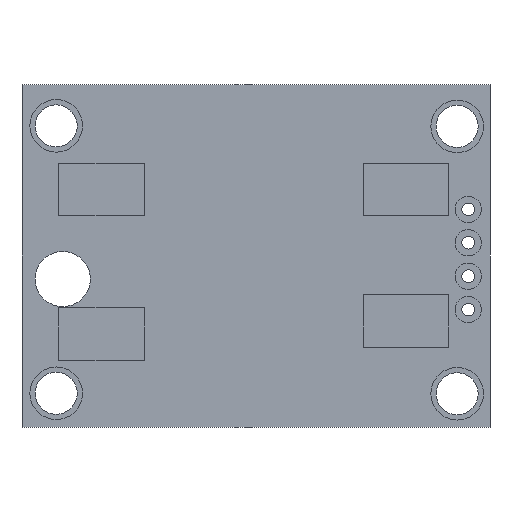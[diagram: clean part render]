
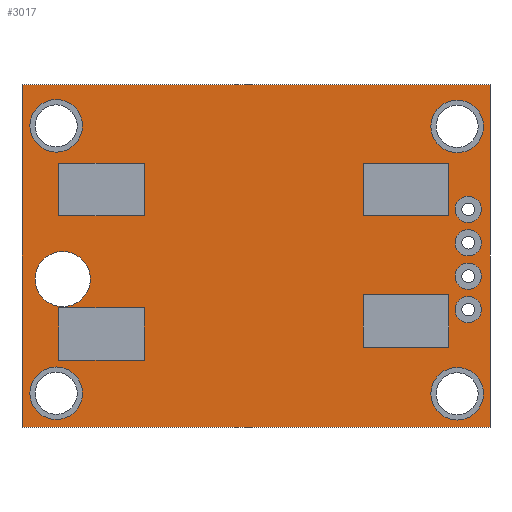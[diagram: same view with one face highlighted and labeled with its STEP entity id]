
A CAD part, front view. The second image highlights one B-rep face of the part: STEP entity #3017.
In plain terms, the highlighted planar face has unit normal (0, -1, 0).
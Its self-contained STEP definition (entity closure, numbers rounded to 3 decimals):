
#43=FACE_BOUND('',#495,.T.);
#44=FACE_BOUND('',#496,.T.);
#45=FACE_BOUND('',#497,.T.);
#46=FACE_BOUND('',#498,.T.);
#47=FACE_BOUND('',#499,.T.);
#48=FACE_BOUND('',#500,.T.);
#49=FACE_BOUND('',#501,.T.);
#50=FACE_BOUND('',#502,.T.);
#51=FACE_BOUND('',#503,.T.);
#52=FACE_BOUND('',#504,.T.);
#53=FACE_BOUND('',#505,.T.);
#54=FACE_BOUND('',#506,.T.);
#55=FACE_BOUND('',#507,.T.);
#76=PLANE('',#3284);
#286=FACE_OUTER_BOUND('',#494,.T.);
#494=EDGE_LOOP('',(#2304,#2305,#2306,#2307));
#495=EDGE_LOOP('',(#2308));
#496=EDGE_LOOP('',(#2309,#2310,#2311,#2312));
#497=EDGE_LOOP('',(#2313,#2314,#2315,#2316));
#498=EDGE_LOOP('',(#2317,#2318,#2319,#2320));
#499=EDGE_LOOP('',(#2321,#2322,#2323,#2324));
#500=EDGE_LOOP('',(#2325));
#501=EDGE_LOOP('',(#2326));
#502=EDGE_LOOP('',(#2327));
#503=EDGE_LOOP('',(#2328));
#504=EDGE_LOOP('',(#2329));
#505=EDGE_LOOP('',(#2330));
#506=EDGE_LOOP('',(#2331));
#507=EDGE_LOOP('',(#2332));
#769=LINE('',#4762,#1066);
#770=LINE('',#4764,#1067);
#771=LINE('',#4766,#1068);
#772=LINE('',#4767,#1069);
#773=LINE('',#4770,#1070);
#774=LINE('',#4772,#1071);
#775=LINE('',#4774,#1072);
#776=LINE('',#4775,#1073);
#777=LINE('',#4778,#1074);
#778=LINE('',#4780,#1075);
#779=LINE('',#4782,#1076);
#780=LINE('',#4783,#1077);
#781=LINE('',#4786,#1078);
#782=LINE('',#4788,#1079);
#783=LINE('',#4790,#1080);
#784=LINE('',#4791,#1081);
#785=LINE('',#4794,#1082);
#786=LINE('',#4796,#1083);
#787=LINE('',#4798,#1084);
#788=LINE('',#4799,#1085);
#1066=VECTOR('',#3795,1000.);
#1067=VECTOR('',#3796,1000.);
#1068=VECTOR('',#3797,1000.);
#1069=VECTOR('',#3798,1000.);
#1070=VECTOR('',#3799,1000.);
#1071=VECTOR('',#3800,1000.);
#1072=VECTOR('',#3801,1000.);
#1073=VECTOR('',#3802,1000.);
#1074=VECTOR('',#3803,1000.);
#1075=VECTOR('',#3804,1000.);
#1076=VECTOR('',#3805,1000.);
#1077=VECTOR('',#3806,1000.);
#1078=VECTOR('',#3807,1000.);
#1079=VECTOR('',#3808,1000.);
#1080=VECTOR('',#3809,1000.);
#1081=VECTOR('',#3810,1000.);
#1082=VECTOR('',#3811,1000.);
#1083=VECTOR('',#3812,1000.);
#1084=VECTOR('',#3813,1000.);
#1085=VECTOR('',#3814,1000.);
#1267=CIRCLE('',#3181,1.);
#1269=CIRCLE('',#3184,1.);
#1271=CIRCLE('',#3187,1.);
#1273=CIRCLE('',#3190,1.);
#1275=CIRCLE('',#3193,2.);
#1277=CIRCLE('',#3196,2.);
#1279=CIRCLE('',#3199,2.);
#1281=CIRCLE('',#3202,2.);
#1316=CIRCLE('',#3252,2.1);
#1390=VERTEX_POINT('',#4397);
#1392=VERTEX_POINT('',#4403);
#1394=VERTEX_POINT('',#4409);
#1396=VERTEX_POINT('',#4415);
#1398=VERTEX_POINT('',#4421);
#1400=VERTEX_POINT('',#4427);
#1402=VERTEX_POINT('',#4433);
#1404=VERTEX_POINT('',#4439);
#1436=VERTEX_POINT('',#4561);
#1525=VERTEX_POINT('',#4760);
#1526=VERTEX_POINT('',#4761);
#1527=VERTEX_POINT('',#4763);
#1528=VERTEX_POINT('',#4765);
#1529=VERTEX_POINT('',#4768);
#1530=VERTEX_POINT('',#4769);
#1531=VERTEX_POINT('',#4771);
#1532=VERTEX_POINT('',#4773);
#1533=VERTEX_POINT('',#4776);
#1534=VERTEX_POINT('',#4777);
#1535=VERTEX_POINT('',#4779);
#1536=VERTEX_POINT('',#4781);
#1537=VERTEX_POINT('',#4784);
#1538=VERTEX_POINT('',#4785);
#1539=VERTEX_POINT('',#4787);
#1540=VERTEX_POINT('',#4789);
#1541=VERTEX_POINT('',#4792);
#1542=VERTEX_POINT('',#4793);
#1543=VERTEX_POINT('',#4795);
#1544=VERTEX_POINT('',#4797);
#1667=EDGE_CURVE('',#1390,#1390,#1267,.T.);
#1670=EDGE_CURVE('',#1392,#1392,#1269,.T.);
#1673=EDGE_CURVE('',#1394,#1394,#1271,.T.);
#1676=EDGE_CURVE('',#1396,#1396,#1273,.T.);
#1679=EDGE_CURVE('',#1398,#1398,#1275,.T.);
#1682=EDGE_CURVE('',#1400,#1400,#1277,.T.);
#1685=EDGE_CURVE('',#1402,#1402,#1279,.T.);
#1688=EDGE_CURVE('',#1404,#1404,#1281,.T.);
#1736=EDGE_CURVE('',#1436,#1436,#1316,.T.);
#1833=EDGE_CURVE('',#1525,#1526,#769,.T.);
#1834=EDGE_CURVE('',#1527,#1525,#770,.T.);
#1835=EDGE_CURVE('',#1528,#1527,#771,.T.);
#1836=EDGE_CURVE('',#1526,#1528,#772,.T.);
#1837=EDGE_CURVE('',#1529,#1530,#773,.T.);
#1838=EDGE_CURVE('',#1531,#1529,#774,.T.);
#1839=EDGE_CURVE('',#1532,#1531,#775,.T.);
#1840=EDGE_CURVE('',#1530,#1532,#776,.T.);
#1841=EDGE_CURVE('',#1533,#1534,#777,.T.);
#1842=EDGE_CURVE('',#1535,#1533,#778,.T.);
#1843=EDGE_CURVE('',#1536,#1535,#779,.T.);
#1844=EDGE_CURVE('',#1534,#1536,#780,.T.);
#1845=EDGE_CURVE('',#1537,#1538,#781,.T.);
#1846=EDGE_CURVE('',#1539,#1537,#782,.T.);
#1847=EDGE_CURVE('',#1540,#1539,#783,.T.);
#1848=EDGE_CURVE('',#1538,#1540,#784,.T.);
#1849=EDGE_CURVE('',#1541,#1542,#785,.T.);
#1850=EDGE_CURVE('',#1543,#1541,#786,.T.);
#1851=EDGE_CURVE('',#1544,#1543,#787,.T.);
#1852=EDGE_CURVE('',#1542,#1544,#788,.T.);
#2304=ORIENTED_EDGE('',*,*,#1833,.F.);
#2305=ORIENTED_EDGE('',*,*,#1834,.F.);
#2306=ORIENTED_EDGE('',*,*,#1835,.F.);
#2307=ORIENTED_EDGE('',*,*,#1836,.F.);
#2308=ORIENTED_EDGE('',*,*,#1736,.T.);
#2309=ORIENTED_EDGE('',*,*,#1837,.F.);
#2310=ORIENTED_EDGE('',*,*,#1838,.F.);
#2311=ORIENTED_EDGE('',*,*,#1839,.F.);
#2312=ORIENTED_EDGE('',*,*,#1840,.F.);
#2313=ORIENTED_EDGE('',*,*,#1841,.F.);
#2314=ORIENTED_EDGE('',*,*,#1842,.F.);
#2315=ORIENTED_EDGE('',*,*,#1843,.F.);
#2316=ORIENTED_EDGE('',*,*,#1844,.F.);
#2317=ORIENTED_EDGE('',*,*,#1845,.F.);
#2318=ORIENTED_EDGE('',*,*,#1846,.F.);
#2319=ORIENTED_EDGE('',*,*,#1847,.F.);
#2320=ORIENTED_EDGE('',*,*,#1848,.F.);
#2321=ORIENTED_EDGE('',*,*,#1849,.F.);
#2322=ORIENTED_EDGE('',*,*,#1850,.F.);
#2323=ORIENTED_EDGE('',*,*,#1851,.F.);
#2324=ORIENTED_EDGE('',*,*,#1852,.F.);
#2325=ORIENTED_EDGE('',*,*,#1667,.F.);
#2326=ORIENTED_EDGE('',*,*,#1670,.F.);
#2327=ORIENTED_EDGE('',*,*,#1673,.F.);
#2328=ORIENTED_EDGE('',*,*,#1676,.F.);
#2329=ORIENTED_EDGE('',*,*,#1679,.F.);
#2330=ORIENTED_EDGE('',*,*,#1682,.F.);
#2331=ORIENTED_EDGE('',*,*,#1685,.F.);
#2332=ORIENTED_EDGE('',*,*,#1688,.F.);
#3017=ADVANCED_FACE('',(#286,#43,#44,#45,#46,#47,#48,#49,#50,#51,#52,#53,
#54,#55),#76,.T.);
#3181=AXIS2_PLACEMENT_3D('',#4399,#3491,#3492);
#3184=AXIS2_PLACEMENT_3D('',#4405,#3498,#3499);
#3187=AXIS2_PLACEMENT_3D('',#4411,#3505,#3506);
#3190=AXIS2_PLACEMENT_3D('',#4417,#3512,#3513);
#3193=AXIS2_PLACEMENT_3D('',#4423,#3519,#3520);
#3196=AXIS2_PLACEMENT_3D('',#4429,#3526,#3527);
#3199=AXIS2_PLACEMENT_3D('',#4435,#3533,#3534);
#3202=AXIS2_PLACEMENT_3D('',#4441,#3540,#3541);
#3252=AXIS2_PLACEMENT_3D('',#4563,#3653,#3654);
#3284=AXIS2_PLACEMENT_3D('',#4759,#3793,#3794);
#3491=DIRECTION('center_axis',(0.,-1.,0.));
#3492=DIRECTION('ref_axis',(0.,0.,-1.));
#3498=DIRECTION('center_axis',(0.,-1.,0.));
#3499=DIRECTION('ref_axis',(0.,0.,-1.));
#3505=DIRECTION('center_axis',(0.,-1.,0.));
#3506=DIRECTION('ref_axis',(0.,0.,-1.));
#3512=DIRECTION('center_axis',(0.,-1.,0.));
#3513=DIRECTION('ref_axis',(0.,0.,-1.));
#3519=DIRECTION('center_axis',(0.,-1.,0.));
#3520=DIRECTION('ref_axis',(0.,0.,-1.));
#3526=DIRECTION('center_axis',(0.,-1.,0.));
#3527=DIRECTION('ref_axis',(0.,0.,-1.));
#3533=DIRECTION('center_axis',(0.,-1.,0.));
#3534=DIRECTION('ref_axis',(0.,0.,-1.));
#3540=DIRECTION('center_axis',(0.,-1.,0.));
#3541=DIRECTION('ref_axis',(0.,0.,-1.));
#3653=DIRECTION('center_axis',(0.,1.,0.));
#3654=DIRECTION('ref_axis',(0.,0.,1.));
#3793=DIRECTION('center_axis',(0.,-1.,0.));
#3794=DIRECTION('ref_axis',(0.,0.,-1.));
#3795=DIRECTION('',(0.,0.,1.));
#3796=DIRECTION('',(-1.,0.,0.));
#3797=DIRECTION('',(0.,0.,-1.));
#3798=DIRECTION('',(1.,0.,0.));
#3799=DIRECTION('',(0.,0.,-1.));
#3800=DIRECTION('',(-1.,0.,0.));
#3801=DIRECTION('',(0.,0.,1.));
#3802=DIRECTION('',(1.,0.,0.));
#3803=DIRECTION('',(0.,0.,-1.));
#3804=DIRECTION('',(-1.,0.,0.));
#3805=DIRECTION('',(0.,0.,1.));
#3806=DIRECTION('',(1.,0.,0.));
#3807=DIRECTION('',(0.,0.,-1.));
#3808=DIRECTION('',(-1.,0.,0.));
#3809=DIRECTION('',(0.,0.,1.));
#3810=DIRECTION('',(1.,0.,0.));
#3811=DIRECTION('',(0.,0.,-1.));
#3812=DIRECTION('',(-1.,0.,0.));
#3813=DIRECTION('',(0.,0.,1.));
#3814=DIRECTION('',(1.,0.,0.));
#4397=CARTESIAN_POINT('',(33.94,0.,-16.114));
#4399=CARTESIAN_POINT('Origin',(33.94,0.,-17.114));
#4403=CARTESIAN_POINT('',(33.94,0.,-13.574));
#4405=CARTESIAN_POINT('Origin',(33.94,0.,-14.574));
#4409=CARTESIAN_POINT('',(33.94,0.,-11.034));
#4411=CARTESIAN_POINT('Origin',(33.94,0.,-12.034));
#4415=CARTESIAN_POINT('',(33.94,0.,-8.494));
#4417=CARTESIAN_POINT('Origin',(33.94,0.,-9.494));
#4421=CARTESIAN_POINT('',(33.1,0.,-1.179));
#4423=CARTESIAN_POINT('Origin',(33.1,0.,-3.179));
#4427=CARTESIAN_POINT('',(33.1,0.,-21.519));
#4429=CARTESIAN_POINT('Origin',(33.1,0.,-23.519));
#4433=CARTESIAN_POINT('',(2.6,0.,-21.48));
#4435=CARTESIAN_POINT('Origin',(2.6,0.,-23.48));
#4439=CARTESIAN_POINT('',(2.6,0.,-1.14));
#4441=CARTESIAN_POINT('Origin',(2.6,0.,-3.14));
#4561=CARTESIAN_POINT('',(3.1,0.,-12.694));
#4563=CARTESIAN_POINT('Origin',(3.1,0.,-14.794));
#4759=CARTESIAN_POINT('Origin',(0.,0.,0.));
#4760=CARTESIAN_POINT('',(0.,0.,-26.08));
#4761=CARTESIAN_POINT('',(0.,0.,0.));
#4762=CARTESIAN_POINT('',(0.,0.,0.));
#4763=CARTESIAN_POINT('',(35.6,0.,-26.08));
#4764=CARTESIAN_POINT('',(0.,0.,-26.08));
#4765=CARTESIAN_POINT('',(35.6,0.,0.));
#4766=CARTESIAN_POINT('',(35.6,0.,0.));
#4767=CARTESIAN_POINT('',(0.,0.,0.));
#4768=CARTESIAN_POINT('',(25.96,0.,-15.98));
#4769=CARTESIAN_POINT('',(25.96,0.,-19.98));
#4770=CARTESIAN_POINT('',(25.96,0.,-15.98));
#4771=CARTESIAN_POINT('',(32.46,0.,-15.98));
#4772=CARTESIAN_POINT('',(25.96,0.,-15.98));
#4773=CARTESIAN_POINT('',(32.46,0.,-19.98));
#4774=CARTESIAN_POINT('',(32.46,0.,-15.98));
#4775=CARTESIAN_POINT('',(25.96,0.,-19.98));
#4776=CARTESIAN_POINT('',(25.96,0.,-5.98));
#4777=CARTESIAN_POINT('',(25.96,0.,-9.98));
#4778=CARTESIAN_POINT('',(25.96,0.,-5.98));
#4779=CARTESIAN_POINT('',(32.46,0.,-5.98));
#4780=CARTESIAN_POINT('',(25.96,0.,-5.98));
#4781=CARTESIAN_POINT('',(32.46,0.,-9.98));
#4782=CARTESIAN_POINT('',(32.46,0.,-5.98));
#4783=CARTESIAN_POINT('',(25.96,0.,-9.98));
#4784=CARTESIAN_POINT('',(2.8,0.,-16.98));
#4785=CARTESIAN_POINT('',(2.8,0.,-20.98));
#4786=CARTESIAN_POINT('',(2.8,0.,-16.98));
#4787=CARTESIAN_POINT('',(9.3,0.,-16.98));
#4788=CARTESIAN_POINT('',(2.8,0.,-16.98));
#4789=CARTESIAN_POINT('',(9.3,0.,-20.98));
#4790=CARTESIAN_POINT('',(9.3,0.,-16.98));
#4791=CARTESIAN_POINT('',(2.8,0.,-20.98));
#4792=CARTESIAN_POINT('',(2.8,0.,-5.98));
#4793=CARTESIAN_POINT('',(2.8,0.,-9.98));
#4794=CARTESIAN_POINT('',(2.8,0.,-5.98));
#4795=CARTESIAN_POINT('',(9.3,0.,-5.98));
#4796=CARTESIAN_POINT('',(2.8,0.,-5.98));
#4797=CARTESIAN_POINT('',(9.3,0.,-9.98));
#4798=CARTESIAN_POINT('',(9.3,0.,-5.98));
#4799=CARTESIAN_POINT('',(2.8,0.,-9.98));
